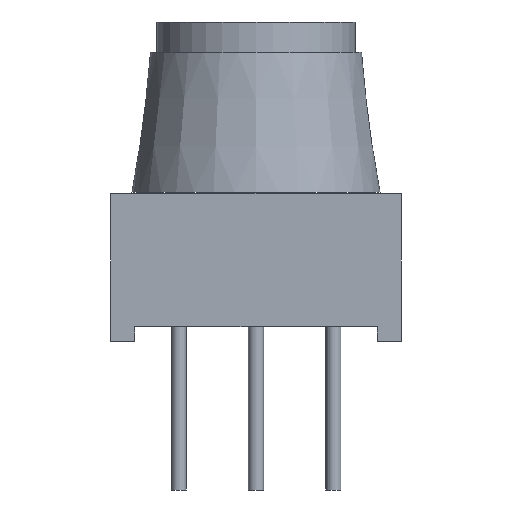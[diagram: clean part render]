
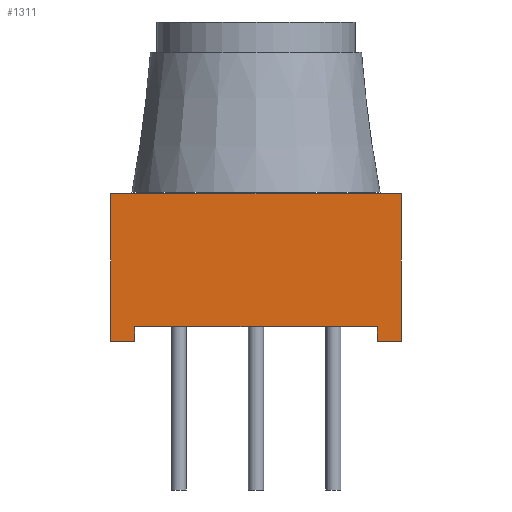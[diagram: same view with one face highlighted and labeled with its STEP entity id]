
A CAD part, front view. The second image highlights one B-rep face of the part: STEP entity #1311.
In plain terms, the highlighted face is planar.
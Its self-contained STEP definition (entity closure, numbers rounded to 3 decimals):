
#115 = PLANE('',#116);
#116 = AXIS2_PLACEMENT_3D('',#117,#118,#119);
#117 = CARTESIAN_POINT('',(-4.775,-4.775,0.482));
#118 = DIRECTION('',(0.,0.,1.));
#119 = DIRECTION('',(1.,0.,0.));
#157 = PLANE('',#158);
#158 = AXIS2_PLACEMENT_3D('',#159,#160,#161);
#159 = CARTESIAN_POINT('',(-4.775,-4.775,0.));
#160 = DIRECTION('',(1.,0.,0.));
#161 = DIRECTION('',(0.,0.,1.));
#666 = PLANE('',#667);
#667 = AXIS2_PLACEMENT_3D('',#668,#669,#670);
#668 = CARTESIAN_POINT('',(4.775,-4.775,0.));
#669 = DIRECTION('',(1.,0.,0.));
#670 = DIRECTION('',(0.,0.,1.));
#705 = VERTEX_POINT('',#706);
#706 = CARTESIAN_POINT('',(3.975,4.775,0.482));
#719 = PLANE('',#720);
#720 = AXIS2_PLACEMENT_3D('',#721,#722,#723);
#721 = CARTESIAN_POINT('',(3.975,4.,-7.125));
#722 = DIRECTION('',(1.,0.,0.));
#723 = DIRECTION('',(0.,0.,1.));
#730 = EDGE_CURVE('',#731,#705,#733,.T.);
#731 = VERTEX_POINT('',#732);
#732 = CARTESIAN_POINT('',(-3.976,4.775,0.482));
#733 = SURFACE_CURVE('',#734,(#738,#745),.PCURVE_S1.);
#734 = LINE('',#735,#736);
#735 = CARTESIAN_POINT('',(-4.775,4.775,0.482));
#736 = VECTOR('',#737,1.);
#737 = DIRECTION('',(1.,0.,0.));
#738 = PCURVE('',#115,#739);
#739 = DEFINITIONAL_REPRESENTATION('',(#740),#744);
#740 = LINE('',#741,#742);
#741 = CARTESIAN_POINT('',(0.,9.55));
#742 = VECTOR('',#743,1.);
#743 = DIRECTION('',(1.,0.));
#744 = ( GEOMETRIC_REPRESENTATION_CONTEXT(2) 
PARAMETRIC_REPRESENTATION_CONTEXT() REPRESENTATION_CONTEXT('2D SPACE',''
  ) );
#745 = PCURVE('',#746,#751);
#746 = PLANE('',#747);
#747 = AXIS2_PLACEMENT_3D('',#748,#749,#750);
#748 = CARTESIAN_POINT('',(-4.775,4.775,0.));
#749 = DIRECTION('',(0.,1.,0.));
#750 = DIRECTION('',(0.,0.,1.));
#751 = DEFINITIONAL_REPRESENTATION('',(#752),#756);
#752 = LINE('',#753,#754);
#753 = CARTESIAN_POINT('',(0.482,0.));
#754 = VECTOR('',#755,1.);
#755 = DIRECTION('',(0.,1.));
#756 = ( GEOMETRIC_REPRESENTATION_CONTEXT(2) 
PARAMETRIC_REPRESENTATION_CONTEXT() REPRESENTATION_CONTEXT('2D SPACE',''
  ) );
#773 = PLANE('',#774);
#774 = AXIS2_PLACEMENT_3D('',#775,#776,#777);
#775 = CARTESIAN_POINT('',(-3.976,4.,-7.125));
#776 = DIRECTION('',(1.,0.,0.));
#777 = DIRECTION('',(0.,0.,1.));
#887 = VERTEX_POINT('',#888);
#888 = CARTESIAN_POINT('',(-4.775,4.775,4.85));
#902 = PLANE('',#903);
#903 = AXIS2_PLACEMENT_3D('',#904,#905,#906);
#904 = CARTESIAN_POINT('',(-4.775,-4.775,4.85));
#905 = DIRECTION('',(0.,0.,1.));
#906 = DIRECTION('',(1.,0.,0.));
#1009 = VERTEX_POINT('',#1010);
#1010 = CARTESIAN_POINT('',(-4.775,4.775,0.));
#1024 = PLANE('',#1025);
#1025 = AXIS2_PLACEMENT_3D('',#1026,#1027,#1028);
#1026 = CARTESIAN_POINT('',(-4.775,-4.775,0.));
#1027 = DIRECTION('',(0.,0.,1.));
#1028 = DIRECTION('',(1.,0.,0.));
#1036 = EDGE_CURVE('',#1009,#887,#1037,.T.);
#1037 = SURFACE_CURVE('',#1038,(#1042,#1049),.PCURVE_S1.);
#1038 = LINE('',#1039,#1040);
#1039 = CARTESIAN_POINT('',(-4.775,4.775,0.));
#1040 = VECTOR('',#1041,1.);
#1041 = DIRECTION('',(0.,0.,1.));
#1042 = PCURVE('',#157,#1043);
#1043 = DEFINITIONAL_REPRESENTATION('',(#1044),#1048);
#1044 = LINE('',#1045,#1046);
#1045 = CARTESIAN_POINT('',(0.,-9.55));
#1046 = VECTOR('',#1047,1.);
#1047 = DIRECTION('',(1.,0.));
#1048 = ( GEOMETRIC_REPRESENTATION_CONTEXT(2) 
PARAMETRIC_REPRESENTATION_CONTEXT() REPRESENTATION_CONTEXT('2D SPACE',''
  ) );
#1049 = PCURVE('',#746,#1050);
#1050 = DEFINITIONAL_REPRESENTATION('',(#1051),#1055);
#1051 = LINE('',#1052,#1053);
#1052 = CARTESIAN_POINT('',(0.,0.));
#1053 = VECTOR('',#1054,1.);
#1054 = DIRECTION('',(1.,0.));
#1055 = ( GEOMETRIC_REPRESENTATION_CONTEXT(2) 
PARAMETRIC_REPRESENTATION_CONTEXT() REPRESENTATION_CONTEXT('2D SPACE',''
  ) );
#1202 = VERTEX_POINT('',#1203);
#1203 = CARTESIAN_POINT('',(-3.976,4.775,0.));
#1222 = EDGE_CURVE('',#731,#1202,#1223,.T.);
#1223 = SURFACE_CURVE('',#1224,(#1228,#1234),.PCURVE_S1.);
#1224 = LINE('',#1225,#1226);
#1225 = CARTESIAN_POINT('',(-3.976,4.775,-5.822));
#1226 = VECTOR('',#1227,1.);
#1227 = DIRECTION('',(0.,0.,-1.));
#1228 = PCURVE('',#773,#1229);
#1229 = DEFINITIONAL_REPRESENTATION('',(#1230),#1233);
#1230 = B_SPLINE_CURVE_WITH_KNOTS('',1,(#1231,#1232),.UNSPECIFIED.,.F.,
  .F.,(2,2),(-6.304,-1.304),.PIECEWISE_BEZIER_KNOTS.);
#1231 = CARTESIAN_POINT('',(7.607,-0.775));
#1232 = CARTESIAN_POINT('',(2.607,-0.775));
#1233 = ( GEOMETRIC_REPRESENTATION_CONTEXT(2) 
PARAMETRIC_REPRESENTATION_CONTEXT() REPRESENTATION_CONTEXT('2D SPACE',''
  ) );
#1234 = PCURVE('',#746,#1235);
#1235 = DEFINITIONAL_REPRESENTATION('',(#1236),#1240);
#1236 = LINE('',#1237,#1238);
#1237 = CARTESIAN_POINT('',(-5.822,0.8));
#1238 = VECTOR('',#1239,1.);
#1239 = DIRECTION('',(-1.,0.));
#1240 = ( GEOMETRIC_REPRESENTATION_CONTEXT(2) 
PARAMETRIC_REPRESENTATION_CONTEXT() REPRESENTATION_CONTEXT('2D SPACE',''
  ) );
#1311 = ADVANCED_FACE('',(#1312),#746,.T.);
#1312 = FACE_BOUND('',#1313,.T.);
#1313 = EDGE_LOOP('',(#1314,#1335,#1336,#1359,#1382,#1410,#1430,#1431));
#1314 = ORIENTED_EDGE('',*,*,#1315,.F.);
#1315 = EDGE_CURVE('',#1009,#1202,#1316,.T.);
#1316 = SURFACE_CURVE('',#1317,(#1321,#1328),.PCURVE_S1.);
#1317 = LINE('',#1318,#1319);
#1318 = CARTESIAN_POINT('',(-4.775,4.775,0.));
#1319 = VECTOR('',#1320,1.);
#1320 = DIRECTION('',(1.,0.,0.));
#1321 = PCURVE('',#746,#1322);
#1322 = DEFINITIONAL_REPRESENTATION('',(#1323),#1327);
#1323 = LINE('',#1324,#1325);
#1324 = CARTESIAN_POINT('',(0.,0.));
#1325 = VECTOR('',#1326,1.);
#1326 = DIRECTION('',(0.,1.));
#1327 = ( GEOMETRIC_REPRESENTATION_CONTEXT(2) 
PARAMETRIC_REPRESENTATION_CONTEXT() REPRESENTATION_CONTEXT('2D SPACE',''
  ) );
#1328 = PCURVE('',#1024,#1329);
#1329 = DEFINITIONAL_REPRESENTATION('',(#1330),#1334);
#1330 = LINE('',#1331,#1332);
#1331 = CARTESIAN_POINT('',(0.,9.55));
#1332 = VECTOR('',#1333,1.);
#1333 = DIRECTION('',(1.,0.));
#1334 = ( GEOMETRIC_REPRESENTATION_CONTEXT(2) 
PARAMETRIC_REPRESENTATION_CONTEXT() REPRESENTATION_CONTEXT('2D SPACE',''
  ) );
#1335 = ORIENTED_EDGE('',*,*,#1036,.T.);
#1336 = ORIENTED_EDGE('',*,*,#1337,.T.);
#1337 = EDGE_CURVE('',#887,#1338,#1340,.T.);
#1338 = VERTEX_POINT('',#1339);
#1339 = CARTESIAN_POINT('',(4.775,4.775,4.85));
#1340 = SURFACE_CURVE('',#1341,(#1345,#1352),.PCURVE_S1.);
#1341 = LINE('',#1342,#1343);
#1342 = CARTESIAN_POINT('',(-4.775,4.775,4.85));
#1343 = VECTOR('',#1344,1.);
#1344 = DIRECTION('',(1.,0.,0.));
#1345 = PCURVE('',#746,#1346);
#1346 = DEFINITIONAL_REPRESENTATION('',(#1347),#1351);
#1347 = LINE('',#1348,#1349);
#1348 = CARTESIAN_POINT('',(4.85,0.));
#1349 = VECTOR('',#1350,1.);
#1350 = DIRECTION('',(0.,1.));
#1351 = ( GEOMETRIC_REPRESENTATION_CONTEXT(2) 
PARAMETRIC_REPRESENTATION_CONTEXT() REPRESENTATION_CONTEXT('2D SPACE',''
  ) );
#1352 = PCURVE('',#902,#1353);
#1353 = DEFINITIONAL_REPRESENTATION('',(#1354),#1358);
#1354 = LINE('',#1355,#1356);
#1355 = CARTESIAN_POINT('',(0.,9.55));
#1356 = VECTOR('',#1357,1.);
#1357 = DIRECTION('',(1.,0.));
#1358 = ( GEOMETRIC_REPRESENTATION_CONTEXT(2) 
PARAMETRIC_REPRESENTATION_CONTEXT() REPRESENTATION_CONTEXT('2D SPACE',''
  ) );
#1359 = ORIENTED_EDGE('',*,*,#1360,.F.);
#1360 = EDGE_CURVE('',#1361,#1338,#1363,.T.);
#1361 = VERTEX_POINT('',#1362);
#1362 = CARTESIAN_POINT('',(4.775,4.775,0.));
#1363 = SURFACE_CURVE('',#1364,(#1368,#1375),.PCURVE_S1.);
#1364 = LINE('',#1365,#1366);
#1365 = CARTESIAN_POINT('',(4.775,4.775,0.));
#1366 = VECTOR('',#1367,1.);
#1367 = DIRECTION('',(0.,0.,1.));
#1368 = PCURVE('',#746,#1369);
#1369 = DEFINITIONAL_REPRESENTATION('',(#1370),#1374);
#1370 = LINE('',#1371,#1372);
#1371 = CARTESIAN_POINT('',(0.,9.55));
#1372 = VECTOR('',#1373,1.);
#1373 = DIRECTION('',(1.,0.));
#1374 = ( GEOMETRIC_REPRESENTATION_CONTEXT(2) 
PARAMETRIC_REPRESENTATION_CONTEXT() REPRESENTATION_CONTEXT('2D SPACE',''
  ) );
#1375 = PCURVE('',#666,#1376);
#1376 = DEFINITIONAL_REPRESENTATION('',(#1377),#1381);
#1377 = LINE('',#1378,#1379);
#1378 = CARTESIAN_POINT('',(0.,-9.55));
#1379 = VECTOR('',#1380,1.);
#1380 = DIRECTION('',(1.,0.));
#1381 = ( GEOMETRIC_REPRESENTATION_CONTEXT(2) 
PARAMETRIC_REPRESENTATION_CONTEXT() REPRESENTATION_CONTEXT('2D SPACE',''
  ) );
#1382 = ORIENTED_EDGE('',*,*,#1383,.F.);
#1383 = EDGE_CURVE('',#1384,#1361,#1386,.T.);
#1384 = VERTEX_POINT('',#1385);
#1385 = CARTESIAN_POINT('',(3.975,4.775,0.));
#1386 = SURFACE_CURVE('',#1387,(#1391,#1398),.PCURVE_S1.);
#1387 = LINE('',#1388,#1389);
#1388 = CARTESIAN_POINT('',(-4.775,4.775,0.));
#1389 = VECTOR('',#1390,1.);
#1390 = DIRECTION('',(1.,0.,0.));
#1391 = PCURVE('',#746,#1392);
#1392 = DEFINITIONAL_REPRESENTATION('',(#1393),#1397);
#1393 = LINE('',#1394,#1395);
#1394 = CARTESIAN_POINT('',(0.,0.));
#1395 = VECTOR('',#1396,1.);
#1396 = DIRECTION('',(0.,1.));
#1397 = ( GEOMETRIC_REPRESENTATION_CONTEXT(2) 
PARAMETRIC_REPRESENTATION_CONTEXT() REPRESENTATION_CONTEXT('2D SPACE',''
  ) );
#1398 = PCURVE('',#1399,#1404);
#1399 = PLANE('',#1400);
#1400 = AXIS2_PLACEMENT_3D('',#1401,#1402,#1403);
#1401 = CARTESIAN_POINT('',(-4.775,-4.775,0.));
#1402 = DIRECTION('',(0.,0.,1.));
#1403 = DIRECTION('',(1.,0.,0.));
#1404 = DEFINITIONAL_REPRESENTATION('',(#1405),#1409);
#1405 = LINE('',#1406,#1407);
#1406 = CARTESIAN_POINT('',(0.,9.55));
#1407 = VECTOR('',#1408,1.);
#1408 = DIRECTION('',(1.,0.));
#1409 = ( GEOMETRIC_REPRESENTATION_CONTEXT(2) 
PARAMETRIC_REPRESENTATION_CONTEXT() REPRESENTATION_CONTEXT('2D SPACE',''
  ) );
#1410 = ORIENTED_EDGE('',*,*,#1411,.F.);
#1411 = EDGE_CURVE('',#705,#1384,#1412,.T.);
#1412 = SURFACE_CURVE('',#1413,(#1417,#1424),.PCURVE_S1.);
#1413 = LINE('',#1414,#1415);
#1414 = CARTESIAN_POINT('',(3.975,4.775,-5.822));
#1415 = VECTOR('',#1416,1.);
#1416 = DIRECTION('',(0.,0.,-1.));
#1417 = PCURVE('',#746,#1418);
#1418 = DEFINITIONAL_REPRESENTATION('',(#1419),#1423);
#1419 = LINE('',#1420,#1421);
#1420 = CARTESIAN_POINT('',(-5.822,8.75));
#1421 = VECTOR('',#1422,1.);
#1422 = DIRECTION('',(-1.,0.));
#1423 = ( GEOMETRIC_REPRESENTATION_CONTEXT(2) 
PARAMETRIC_REPRESENTATION_CONTEXT() REPRESENTATION_CONTEXT('2D SPACE',''
  ) );
#1424 = PCURVE('',#719,#1425);
#1425 = DEFINITIONAL_REPRESENTATION('',(#1426),#1429);
#1426 = B_SPLINE_CURVE_WITH_KNOTS('',1,(#1427,#1428),.UNSPECIFIED.,.F.,
  .F.,(2,2),(-6.304,-1.304),.PIECEWISE_BEZIER_KNOTS.);
#1427 = CARTESIAN_POINT('',(7.607,-0.775));
#1428 = CARTESIAN_POINT('',(2.607,-0.775));
#1429 = ( GEOMETRIC_REPRESENTATION_CONTEXT(2) 
PARAMETRIC_REPRESENTATION_CONTEXT() REPRESENTATION_CONTEXT('2D SPACE',''
  ) );
#1430 = ORIENTED_EDGE('',*,*,#730,.F.);
#1431 = ORIENTED_EDGE('',*,*,#1222,.T.);
